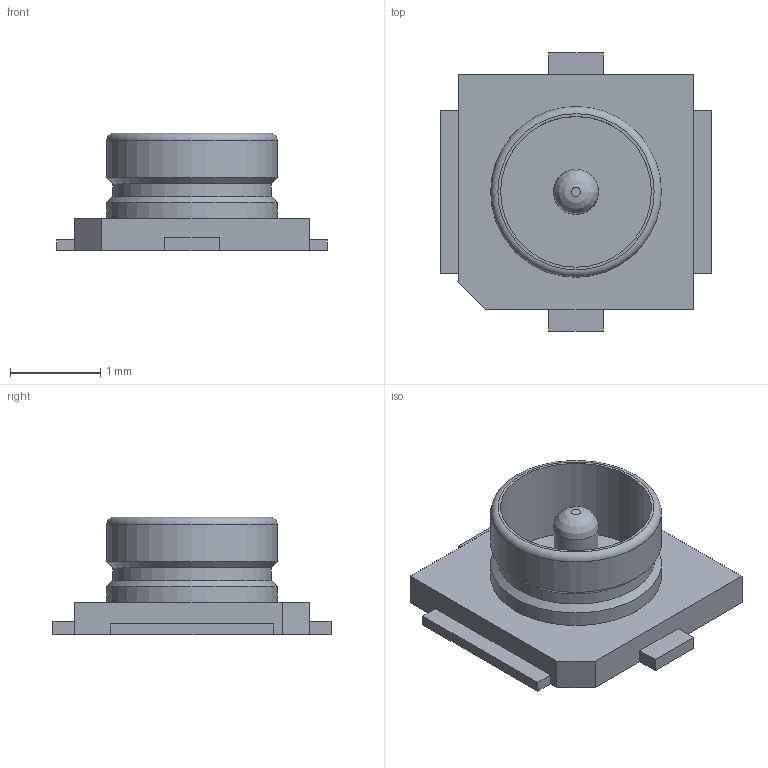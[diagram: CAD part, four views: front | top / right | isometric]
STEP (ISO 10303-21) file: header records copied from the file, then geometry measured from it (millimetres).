
FILE_DESCRIPTION(('FreeCAD Model'),'2;1');
FILE_NAME('molex_ufl_734120110_ v6.step','2019-05-28T19:29:44',( 'kicad StepUp'),('ksu MCAD'),'Open CASCADE STEP processor 7.3', 'FreeCAD','Unknown');
FILE_SCHEMA(('AUTOMOTIVE_DESIGN { 1 0 10303 214 1 1 1 1 }'));
Length unit declared in the file: millimetre
Products named in the file (1): molex_ufl_734120110__v6
Bounding box: 3 x 3.08 x 1.3 mm (x, y, z)
Volume: 3.2 mm3; surface area: 31.1 mm2
Topology: 1 solids, 1 shells, 35 faces, 96 edges, 66 vertices
Faces by surface type: plane 26, cylinder 5, cone 2, bspline 1, torus 1
Full cylindrical faces by diameter (mm): 0.5 x1, 1.67 x1, 1.75 x1, 1.89 x2
Entity records: 1404 total; most frequent: CARTESIAN_POINT 224, DIRECTION 192, ORIENTED_EDGE 192, EDGE_CURVE 96, LINE 70, VECTOR 70, VERTEX_POINT 66, AXIS2_PLACEMENT_3D 61
